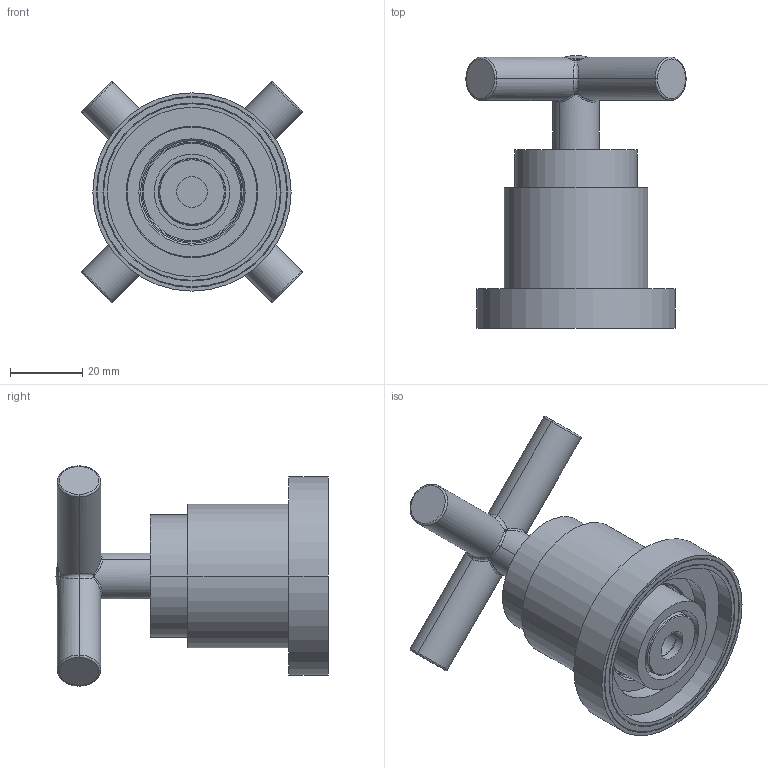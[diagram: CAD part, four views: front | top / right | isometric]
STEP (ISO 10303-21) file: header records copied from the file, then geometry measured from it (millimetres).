
FILE_DESCRIPTION((''),'2;1');
FILE_NAME('QTV010CR','2021-09-30T10:32:17',('ut3'),('PAFFONI SpA'),'CREO PARAMETRIC BY PTC INC, 2020044','CREO PARAMETRIC BY PTC INC, 2020044','');
FILE_SCHEMA(('CONFIG_CONTROL_DESIGN','SHAPE_APPEARANCE_LAYERS_GROUPS'));
Length unit declared in the file: millimetre
Products named in the file (1): QTV010CR
Bounding box: 61.1 x 75.7 x 61.1 mm (x, y, z)
Volume: 74426.2 mm3; surface area: 29625.2 mm2
Topology: 2 solids, 2 shells, 401 faces, 1160 edges, 728 vertices
Faces by surface type: plane 193, cylinder 113, cone 42, torus 28, bspline 22, sphere 3
Entity records: 18593 total; most frequent: CARTESIAN_POINT 5301, ORIENTED_EDGE 2312, DIRECTION 1939, EDGE_CURVE 1156, AXIS2_PLACEMENT_3D 760, VERTEX_POINT 728, EDGE_LOOP 454, FILL_AREA_STYLE_COLOUR 452
